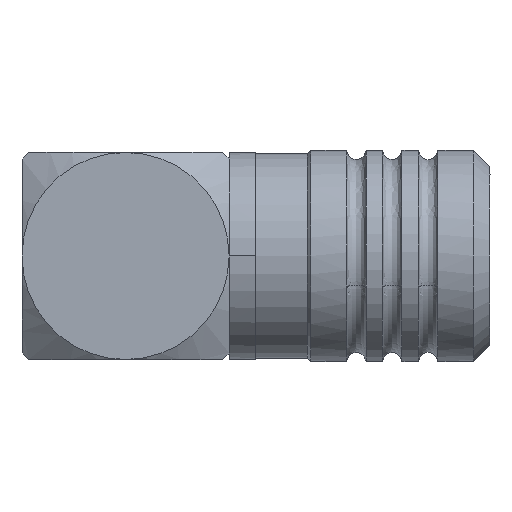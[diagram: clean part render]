
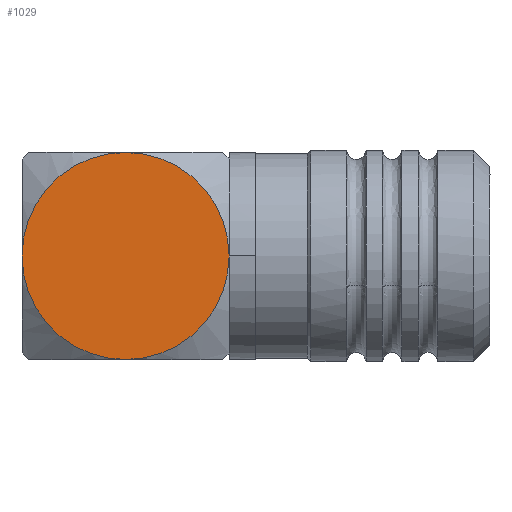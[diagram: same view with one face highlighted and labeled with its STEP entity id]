
A CAD part, left-side view. The second image highlights one B-rep face of the part: STEP entity #1029.
In plain terms, the highlighted face is planar.
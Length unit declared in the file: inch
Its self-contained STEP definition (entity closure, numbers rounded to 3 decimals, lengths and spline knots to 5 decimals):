
#54 = EDGE_CURVE ( 'NONE', #4638, #5657, #570, .T. ) ;
#284 = DIRECTION ( 'NONE',  ( 0., 0., 1. ) ) ;
#413 = CIRCLE ( 'NONE', #5155, 0.125 ) ;
#570 = CIRCLE ( 'NONE', #3287, 0.125 ) ;
#705 = EDGE_CURVE ( 'NONE', #6558, #6728, #2333, .T. ) ;
#791 = DIRECTION ( 'NONE',  ( -1., 0., 0. ) ) ;
#956 = AXIS2_PLACEMENT_3D ( 'NONE', #8068, #4138, #1037 ) ;
#1029 = ADVANCED_FACE ( 'NONE', ( #1679 ), #1163, .F. ) ;
#1037 = DIRECTION ( 'NONE',  ( 0., 0., 1. ) ) ;
#1163 = PLANE ( 'NONE',  #6561 ) ;
#1439 = DIRECTION ( 'NONE',  ( 0., 0., 1. ) ) ;
#1679 = FACE_OUTER_BOUND ( 'NONE', #5977, .T. ) ;
#1776 = CARTESIAN_POINT ( 'NONE',  ( 0.12598, -0.125, 0. ) ) ;
#2028 = EDGE_CURVE ( 'NONE', #6728, #4638, #4614, .T. ) ;
#2304 = DIRECTION ( 'NONE',  ( -1., 0., 0. ) ) ;
#2333 = CIRCLE ( 'NONE', #3428, 0.125 ) ;
#2450 = EDGE_CURVE ( 'NONE', #5657, #6558, #413, .T. ) ;
#2535 = ORIENTED_EDGE ( 'NONE', *, *, #2450, .F. ) ;
#2690 = ORIENTED_EDGE ( 'NONE', *, *, #2028, .F. ) ;
#3203 = CARTESIAN_POINT ( 'NONE',  ( 0.12598, 0., 0.125 ) ) ;
#3287 = AXIS2_PLACEMENT_3D ( 'NONE', #6856, #8156, #3756 ) ;
#3428 = AXIS2_PLACEMENT_3D ( 'NONE', #4686, #791, #1439 ) ;
#3756 = DIRECTION ( 'NONE',  ( 0., 0., 1. ) ) ;
#4138 = DIRECTION ( 'NONE',  ( -1., 0., 0. ) ) ;
#4614 = CIRCLE ( 'NONE', #956, 0.125 ) ;
#4638 = VERTEX_POINT ( 'NONE', #6275 ) ;
#4686 = CARTESIAN_POINT ( 'NONE',  ( 0.12598, 0., 0. ) ) ;
#5155 = AXIS2_PLACEMENT_3D ( 'NONE', #7327, #8071, #284 ) ;
#5657 = VERTEX_POINT ( 'NONE', #1776 ) ;
#5977 = EDGE_LOOP ( 'NONE', ( #6492, #2690, #6114, #2535 ) ) ;
#6114 = ORIENTED_EDGE ( 'NONE', *, *, #705, .F. ) ;
#6275 = CARTESIAN_POINT ( 'NONE',  ( 0.12598, 0., -0.125 ) ) ;
#6492 = ORIENTED_EDGE ( 'NONE', *, *, #54, .F. ) ;
#6558 = VERTEX_POINT ( 'NONE', #3203 ) ;
#6561 = AXIS2_PLACEMENT_3D ( 'NONE', #7592, #2304, #7428 ) ;
#6728 = VERTEX_POINT ( 'NONE', #8244 ) ;
#6856 = CARTESIAN_POINT ( 'NONE',  ( 0.12598, 0., 0. ) ) ;
#7327 = CARTESIAN_POINT ( 'NONE',  ( 0.12598, 0., 0. ) ) ;
#7428 = DIRECTION ( 'NONE',  ( 0., -1., 0. ) ) ;
#7592 = CARTESIAN_POINT ( 'NONE',  ( 0.12598, 0., 0. ) ) ;
#8068 = CARTESIAN_POINT ( 'NONE',  ( 0.12598, 0., 0. ) ) ;
#8071 = DIRECTION ( 'NONE',  ( -1., 0., 0. ) ) ;
#8156 = DIRECTION ( 'NONE',  ( -1., 0., 0. ) ) ;
#8244 = CARTESIAN_POINT ( 'NONE',  ( 0.12598, 0.125, 0. ) ) ;
